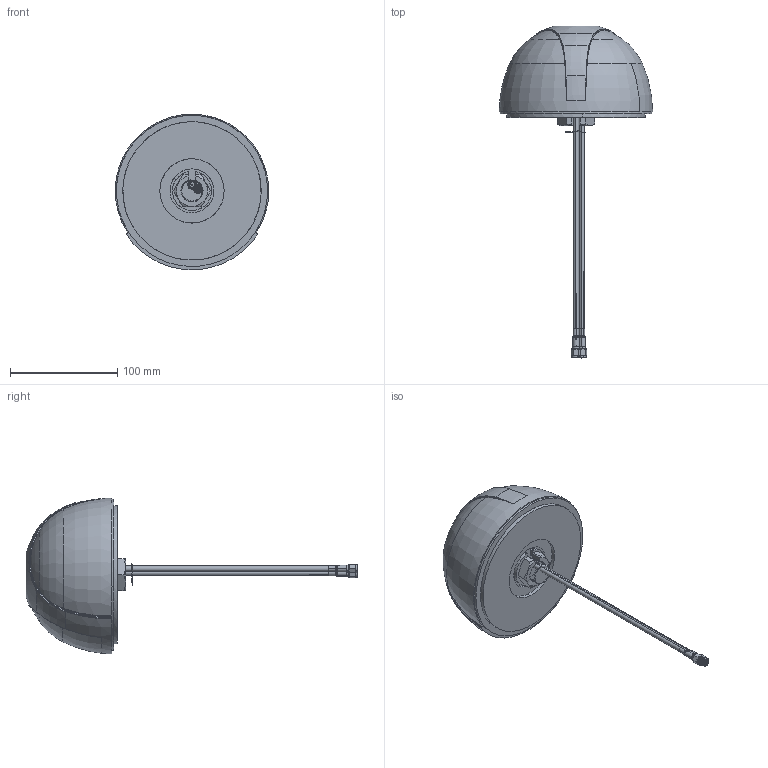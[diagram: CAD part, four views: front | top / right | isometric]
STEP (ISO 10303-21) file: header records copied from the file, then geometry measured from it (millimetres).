
FILE_DESCRIPTION (( 'STEP AP214' ), '1' );
FILE_NAME ('MA741.B.BI.001_web.STEP', '2022-03-25T09:39:09', ( '' ), ( '' ), 'SwSTEP 2.0', 'SolidWorks 2018', '' );
FILE_SCHEMA (( 'AUTOMOTIVE_DESIGN' ));
Length unit declared in the file: millimetre
Products named in the file (1): MA741.B.BI.001_web
Bounding box: 143.18 x 309.7 x 145.14 mm (x, y, z)
Surface area: 111798.1 mm2 (no closed solid volume)
Topology: 0 solids, 19 shells, 193 faces, 599 edges, 415 vertices
Faces by surface type: cylinder 54, bspline 45, plane 43, torus 32, cone 19
Entity records: 20189 total; most frequent: CARTESIAN_POINT 14258, ORIENTED_EDGE 971, EDGE_CURVE 591, B_SPLINE_CURVE_WITH_KNOTS 541, VERTEX_POINT 415, DIRECTION 318, EDGE_LOOP 210, ADVANCED_FACE 193
